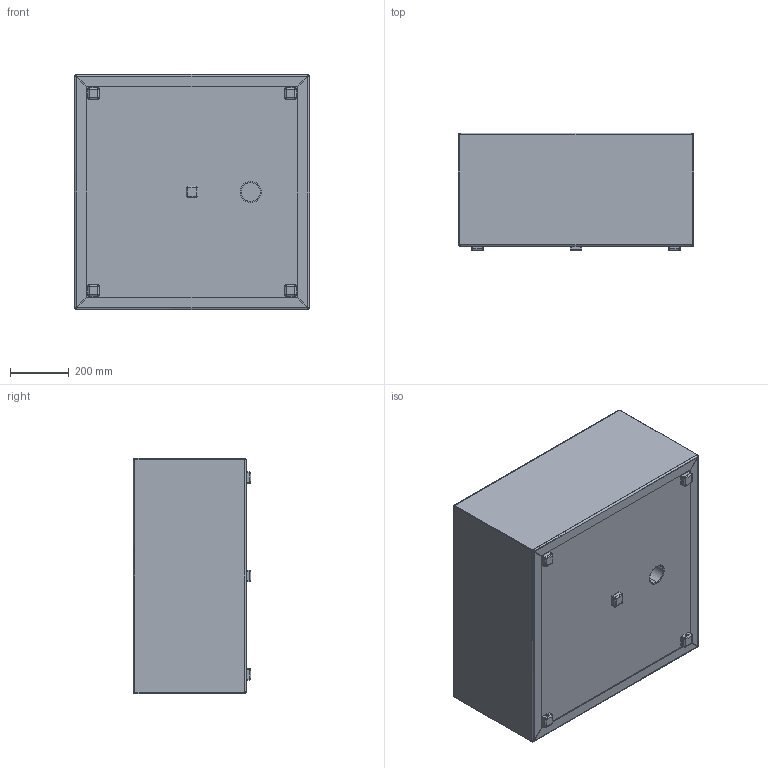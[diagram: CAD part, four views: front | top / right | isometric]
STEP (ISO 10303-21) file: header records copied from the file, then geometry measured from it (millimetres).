
FILE_DESCRIPTION (( 'STEP AP214' ), '1' );
FILE_NAME ('AB13..STEP', '2021-09-14T14:49:09', ( '' ), ( '' ), 'SwSTEP 2.0', 'SolidWorks 2021', '' );
FILE_SCHEMA (( 'AUTOMOTIVE_DESIGN' ));
Length unit declared in the file: millimetre
Products named in the file (14): AB13.-Feet; AB13.-pipe; AB13.-Cover; AB13.-Strip; AB13.-Feet NH; AB13.-Top reinf.; AB13.-Bottom ; AB13.; AB13.-Ring top; AB13.-Side; AB13.-Base; AB13.-Pos; AB13.-pipe cover
Assembly tree (25 placements, depth 3):
  AB13.
    AB13.-Base
      AB13.-Side  x4
      AB13.-pipe
      AB13.-Feet  x4
      AB13.-Bottom 
      AB13.-Feet NH
      AB13.-Strip  x4
      AB13.-Pos  x4
    AB13.-Cover
      AB13.-Cover
      AB13.-pipe cover
      AB13.-Ring top
      AB13.-Top reinf.
Bounding box: 800 x 400 x 800 mm (x, y, z)
Volume: 8469647 mm3; surface area: 5705308.4 mm2
Topology: 23 solids, 23 shells, 684 faces, 1578 edges, 940 vertices
Faces by surface type: plane 462, cylinder 150, bspline 72
Entity records: 9716 total; most frequent: CARTESIAN_POINT 3146, ORIENTED_EDGE 1236, DIRECTION 1188, EDGE_CURVE 618, LINE 456, VECTOR 456, AXIS2_PLACEMENT_3D 366, VERTEX_POINT 364
